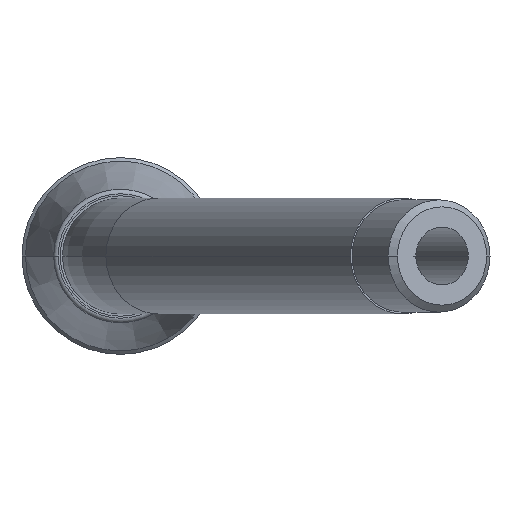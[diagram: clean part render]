
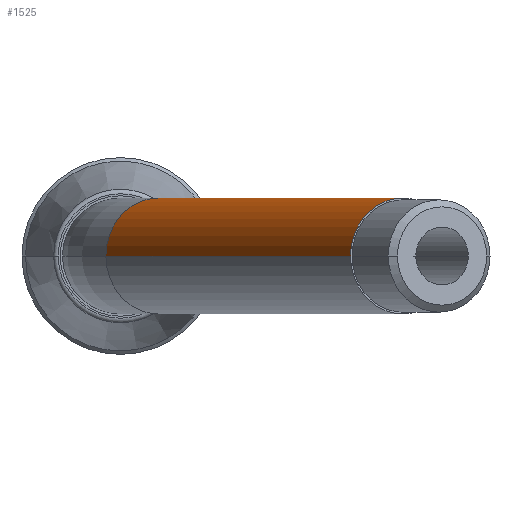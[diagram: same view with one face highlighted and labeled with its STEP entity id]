
A CAD part, front view. The second image highlights one B-rep face of the part: STEP entity #1525.
In plain terms, the highlighted cylindrical face has radius 5 mm (diameter 10 mm), a partial arc.
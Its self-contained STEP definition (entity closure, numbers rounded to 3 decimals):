
#488=CARTESIAN_POINT('',(3.279,-14.792,0.));
#489=DIRECTION('',(0.423,-0.906,0.));
#490=DIRECTION('',(0.906,0.423,0.));
#491=AXIS2_PLACEMENT_3D('',#488,#489,#490);
#493=DIRECTION('',(0.423,-0.906,0.));
#494=VECTOR('',#493,50.);
#495=CARTESIAN_POINT('',(7.811,-12.679,0.));
#496=LINE('',#495,#494);
#497=CARTESIAN_POINT('',(24.41,-60.107,0.));
#498=DIRECTION('',(0.423,-0.906,0.));
#499=DIRECTION('',(0.906,0.423,0.));
#500=AXIS2_PLACEMENT_3D('',#497,#498,#499);
#522=DIRECTION('',(0.423,-0.906,0.));
#523=VECTOR('',#522,50.);
#524=CARTESIAN_POINT('',(-1.252,-16.905,0.));
#525=LINE('',#524,#523);
#645=CARTESIAN_POINT('',(7.811,-12.679,0.));
#646=CARTESIAN_POINT('',(-1.252,-16.905,0.));
#647=VERTEX_POINT('',#645);
#648=VERTEX_POINT('',#646);
#669=CARTESIAN_POINT('',(28.942,-57.994,0.));
#670=CARTESIAN_POINT('',(19.879,-62.22,0.));
#671=VERTEX_POINT('',#669);
#672=VERTEX_POINT('',#670);
#1511=CARTESIAN_POINT('',(3.279,-14.792,0.));
#1512=DIRECTION('',(0.423,-0.906,0.));
#1513=DIRECTION('',(0.906,0.423,0.));
#1514=AXIS2_PLACEMENT_3D('',#1511,#1512,#1513);
#1515=CYLINDRICAL_SURFACE('',#1514,5.);
#1517=ORIENTED_EDGE('',*,*,#1516,.T.);
#1519=ORIENTED_EDGE('',*,*,#1518,.F.);
#1520=ORIENTED_EDGE('',*,*,#1505,.F.);
#1522=ORIENTED_EDGE('',*,*,#1521,.T.);
#1523=EDGE_LOOP('',(#1517,#1519,#1520,#1522));
#1524=FACE_OUTER_BOUND('',#1523,.F.);
#1525=ADVANCED_FACE('',(#1524),#1515,.T.);
#492=CIRCLE('',#491,5.);
#501=CIRCLE('',#500,5.);
#1505=EDGE_CURVE('',#647,#648,#492,.T.);
#1516=EDGE_CURVE('',#671,#672,#501,.T.);
#1518=EDGE_CURVE('',#648,#672,#525,.T.);
#1521=EDGE_CURVE('',#647,#671,#496,.T.);
